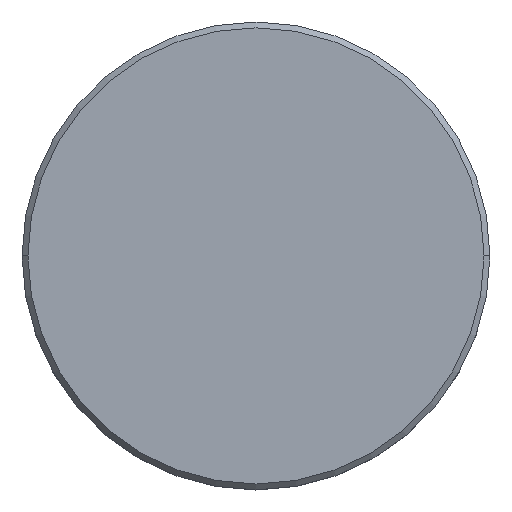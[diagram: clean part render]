
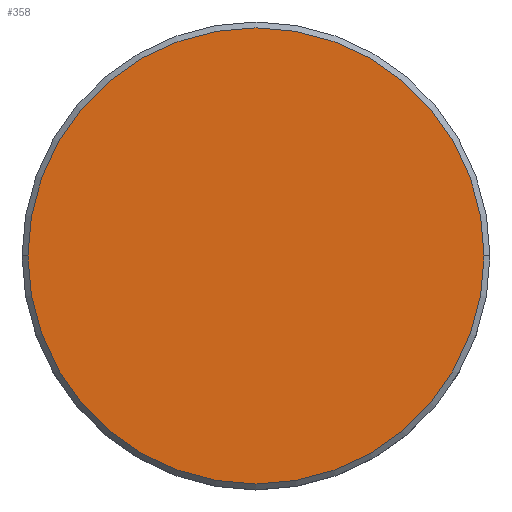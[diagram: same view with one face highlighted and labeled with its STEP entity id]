
A CAD part, top view. The second image highlights one B-rep face of the part: STEP entity #358.
In plain terms, the highlighted planar face has unit normal (0, 0, 1).
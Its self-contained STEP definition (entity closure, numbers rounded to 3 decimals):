
#28 = CARTESIAN_POINT ( 'NONE',  ( 19.5, 0., 0. ) ) ;
#64 = FACE_OUTER_BOUND ( 'NONE', #664, .T. ) ;
#70 = CARTESIAN_POINT ( 'NONE',  ( 0., 0., 0. ) ) ;
#130 = VERTEX_POINT ( 'NONE', #28 ) ;
#147 = DIRECTION ( 'NONE',  ( 1., 0., 0. ) ) ;
#164 = DIRECTION ( 'NONE',  ( 1., 0., 0. ) ) ;
#265 = EDGE_CURVE ( 'NONE', #467, #130, #727, .T. ) ;
#329 = EDGE_CURVE ( 'NONE', #130, #467, #881, .T. ) ;
#358 = ADVANCED_FACE ( 'NONE', ( #64 ), #1084, .T. ) ;
#366 = DIRECTION ( 'NONE',  ( 1., 0., 0. ) ) ;
#367 = AXIS2_PLACEMENT_3D ( 'NONE', #1173, #719, #366 ) ;
#381 = CARTESIAN_POINT ( 'NONE',  ( -19.5, 0., 0. ) ) ;
#416 = CARTESIAN_POINT ( 'NONE',  ( 0., 0., 0. ) ) ;
#467 = VERTEX_POINT ( 'NONE', #381 ) ;
#541 = DIRECTION ( 'NONE',  ( 0., 0., 1. ) ) ;
#657 = ORIENTED_EDGE ( 'NONE', *, *, #329, .T. ) ;
#664 = EDGE_LOOP ( 'NONE', ( #853, #657 ) ) ;
#671 = AXIS2_PLACEMENT_3D ( 'NONE', #70, #541, #164 ) ;
#719 = DIRECTION ( 'NONE',  ( 0., 0., 1. ) ) ;
#727 = CIRCLE ( 'NONE', #820, 19.5 ) ;
#796 = DIRECTION ( 'NONE',  ( 0., 0., 1. ) ) ;
#820 = AXIS2_PLACEMENT_3D ( 'NONE', #416, #796, #147 ) ;
#853 = ORIENTED_EDGE ( 'NONE', *, *, #265, .T. ) ;
#881 = CIRCLE ( 'NONE', #367, 19.5 ) ;
#1084 = PLANE ( 'NONE',  #671 ) ;
#1173 = CARTESIAN_POINT ( 'NONE',  ( 0., 0., 0. ) ) ;
